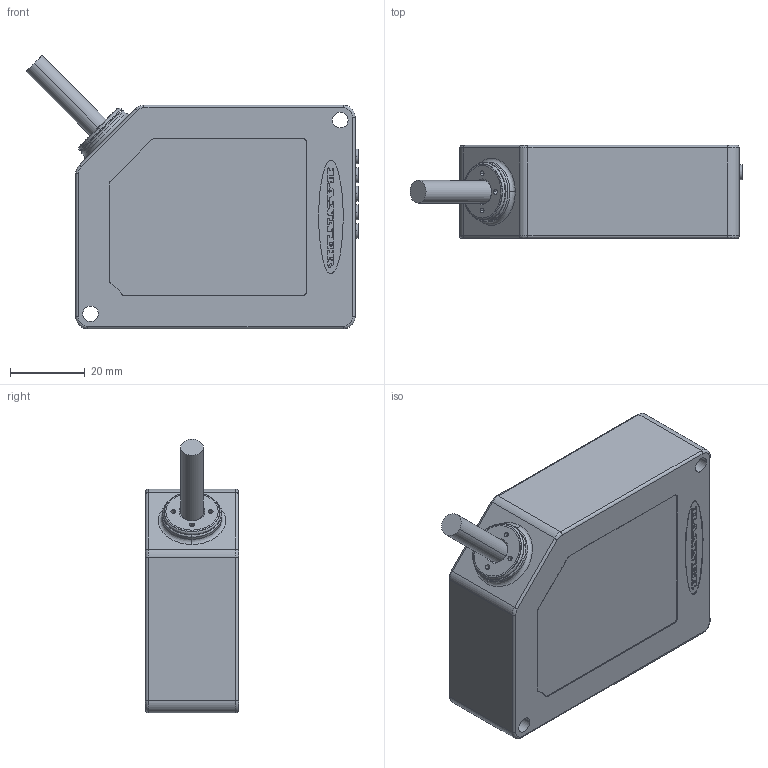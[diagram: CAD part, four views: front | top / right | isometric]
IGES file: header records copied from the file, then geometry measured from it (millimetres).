
Start section:  PTC IGES file: 152823.igs
Global section: file name: 152823.igs; native system: Pro/ENGINEER by Parametric Technology Corporation; preprocessor: 2009141; author: banengservice; organization: Unknown; date: 20100607.132506; units: inch
Bounding box: 89.12 x 25 x 73.42 mm (x, y, z)
Volume: 29039.8 mm3; surface area: 35586.1 mm2
Topology: 3 solids, 3 shells, 1577 faces, 4043 edges, 2573 vertices
Faces by surface type: revolution 779, bspline 768, extrusion 30
